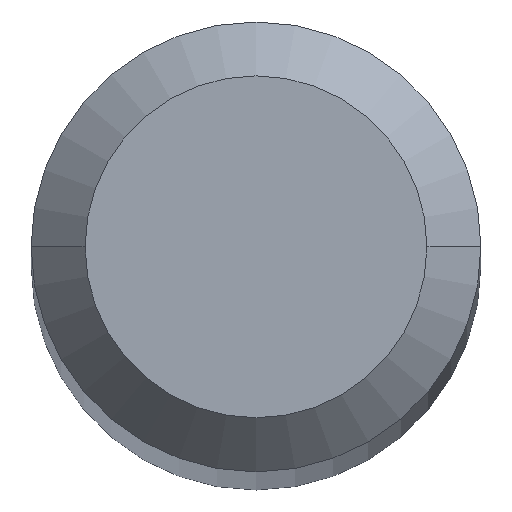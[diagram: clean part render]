
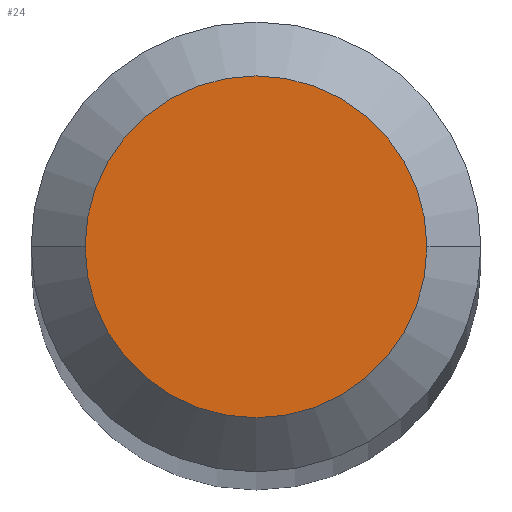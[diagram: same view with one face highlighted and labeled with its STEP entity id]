
A CAD part, top view. The second image highlights one B-rep face of the part: STEP entity #24.
In plain terms, the highlighted planar face has unit normal (0, 0, 1).
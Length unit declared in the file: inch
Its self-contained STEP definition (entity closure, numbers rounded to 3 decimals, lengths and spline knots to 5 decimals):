
#17 = CIRCLE ( 'NONE', #23, 0.0475 ) ;
#22 = EDGE_LOOP ( 'NONE', ( #42, #31 ) ) ;
#23 = AXIS2_PLACEMENT_3D ( 'NONE', #206, #53, #189 ) ;
#24 = ADVANCED_FACE ( 'NONE', ( #146 ), #45, .T. ) ;
#31 = ORIENTED_EDGE ( 'NONE', *, *, #82, .T. ) ;
#37 = CIRCLE ( 'NONE', #128, 0.0475 ) ;
#39 = DIRECTION ( 'NONE',  ( 0., 0., 1. ) ) ;
#42 = ORIENTED_EDGE ( 'NONE', *, *, #171, .T. ) ;
#45 = PLANE ( 'NONE',  #188 ) ;
#53 = DIRECTION ( 'NONE',  ( 0., 0., 1. ) ) ;
#81 = VERTEX_POINT ( 'NONE', #201 ) ;
#82 = EDGE_CURVE ( 'NONE', #211, #81, #37, .T. ) ;
#88 = CARTESIAN_POINT ( 'NONE',  ( 0., 0., 3. ) ) ;
#119 = DIRECTION ( 'NONE',  ( 1., 0., 0. ) ) ;
#124 = CARTESIAN_POINT ( 'NONE',  ( 0., 0., 3. ) ) ;
#125 = DIRECTION ( 'NONE',  ( 0., 0., 1. ) ) ;
#128 = AXIS2_PLACEMENT_3D ( 'NONE', #88, #125, #164 ) ;
#146 = FACE_OUTER_BOUND ( 'NONE', #22, .T. ) ;
#164 = DIRECTION ( 'NONE',  ( 1., 0., 0. ) ) ;
#167 = CARTESIAN_POINT ( 'NONE',  ( 0.0475, 0., 3. ) ) ;
#171 = EDGE_CURVE ( 'NONE', #81, #211, #17, .T. ) ;
#188 = AXIS2_PLACEMENT_3D ( 'NONE', #124, #39, #119 ) ;
#189 = DIRECTION ( 'NONE',  ( 1., 0., 0. ) ) ;
#201 = CARTESIAN_POINT ( 'NONE',  ( -0.0475, 0., 3. ) ) ;
#206 = CARTESIAN_POINT ( 'NONE',  ( 0., 0., 3. ) ) ;
#211 = VERTEX_POINT ( 'NONE', #167 ) ;
